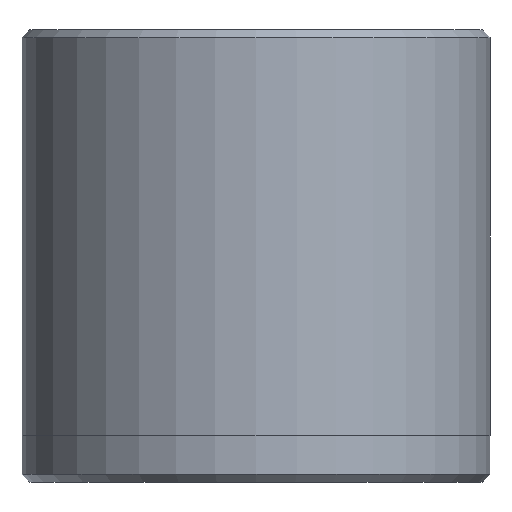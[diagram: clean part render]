
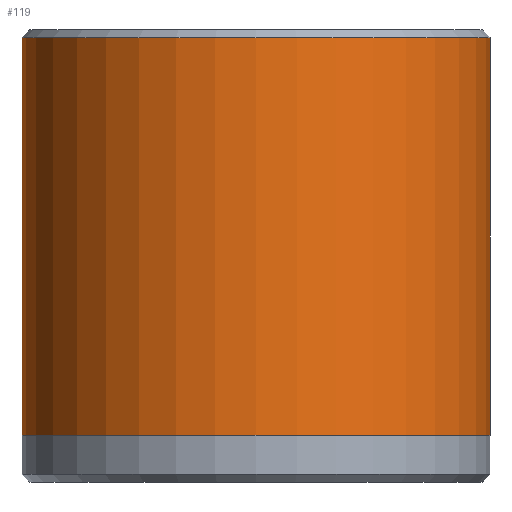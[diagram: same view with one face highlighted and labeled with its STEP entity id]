
A CAD part, front view. The second image highlights one B-rep face of the part: STEP entity #119.
In plain terms, the highlighted cylindrical face has radius 15 mm (diameter 30 mm), a partial arc.
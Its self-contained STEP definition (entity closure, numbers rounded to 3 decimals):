
#4 = DIRECTION ( 'NONE',  ( 0., 0., -1. ) ) ;
#110 = DIRECTION ( 'NONE',  ( -1., 0., 0. ) ) ;
#119 = ADVANCED_FACE ( 'NONE', ( #1147 ), #641, .T. ) ;
#126 = CARTESIAN_POINT ( 'NONE',  ( 0., 0., 29. ) ) ;
#168 = VECTOR ( 'NONE', #939, 1000. ) ;
#244 = VERTEX_POINT ( 'NONE', #1168 ) ;
#247 = VERTEX_POINT ( 'NONE', #1288 ) ;
#268 = CARTESIAN_POINT ( 'NONE',  ( -15., 0., 3. ) ) ;
#275 = CARTESIAN_POINT ( 'NONE',  ( 15., 0., 3. ) ) ;
#295 = CIRCLE ( 'NONE', #1429, 15. ) ;
#343 = CARTESIAN_POINT ( 'NONE',  ( 0., 0., 28.5 ) ) ;
#363 = EDGE_LOOP ( 'NONE', ( #877, #1385, #1488, #941 ) ) ;
#439 = CARTESIAN_POINT ( 'NONE',  ( 15., 0., 29. ) ) ;
#461 = DIRECTION ( 'NONE',  ( 0., 0., -1. ) ) ;
#508 = CARTESIAN_POINT ( 'NONE',  ( -15., 0., 29. ) ) ;
#540 = EDGE_CURVE ( 'NONE', #1179, #1162, #1518, .T. ) ;
#563 = AXIS2_PLACEMENT_3D ( 'NONE', #595, #1464, #1201 ) ;
#595 = CARTESIAN_POINT ( 'NONE',  ( 0., 0., 3. ) ) ;
#614 = DIRECTION ( 'NONE',  ( 0., 0., -1. ) ) ;
#641 = CYLINDRICAL_SURFACE ( 'NONE', #858, 15. ) ;
#668 = LINE ( 'NONE', #439, #168 ) ;
#858 = AXIS2_PLACEMENT_3D ( 'NONE', #126, #614, #110 ) ;
#877 = ORIENTED_EDGE ( 'NONE', *, *, #924, .F. ) ;
#924 = EDGE_CURVE ( 'NONE', #247, #1179, #668, .T. ) ;
#936 = VECTOR ( 'NONE', #4, 1000. ) ;
#939 = DIRECTION ( 'NONE',  ( 0., 0., -1. ) ) ;
#941 = ORIENTED_EDGE ( 'NONE', *, *, #540, .F. ) ;
#1128 = EDGE_CURVE ( 'NONE', #244, #1162, #1136, .T. ) ;
#1136 = LINE ( 'NONE', #508, #936 ) ;
#1147 = FACE_OUTER_BOUND ( 'NONE', #363, .T. ) ;
#1162 = VERTEX_POINT ( 'NONE', #268 ) ;
#1168 = CARTESIAN_POINT ( 'NONE',  ( -15., 0., 28.5 ) ) ;
#1179 = VERTEX_POINT ( 'NONE', #275 ) ;
#1201 = DIRECTION ( 'NONE',  ( -1., 0., 0. ) ) ;
#1288 = CARTESIAN_POINT ( 'NONE',  ( 15., 0., 28.5 ) ) ;
#1385 = ORIENTED_EDGE ( 'NONE', *, *, #1523, .T. ) ;
#1429 = AXIS2_PLACEMENT_3D ( 'NONE', #343, #461, #1473 ) ;
#1464 = DIRECTION ( 'NONE',  ( 0., 0., -1. ) ) ;
#1473 = DIRECTION ( 'NONE',  ( 1., 0., 0. ) ) ;
#1488 = ORIENTED_EDGE ( 'NONE', *, *, #1128, .T. ) ;
#1518 = CIRCLE ( 'NONE', #563, 15. ) ;
#1523 = EDGE_CURVE ( 'NONE', #247, #244, #295, .T. ) ;
